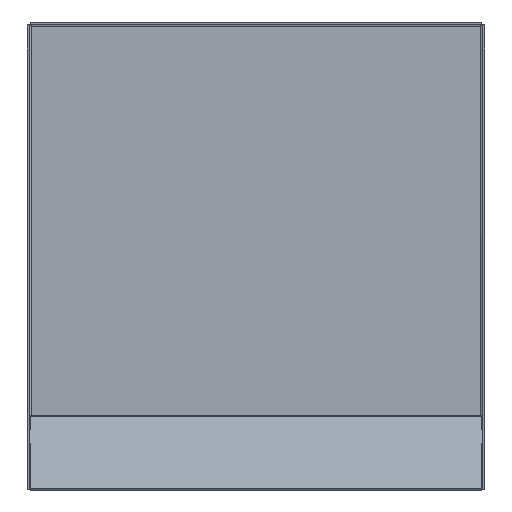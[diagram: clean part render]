
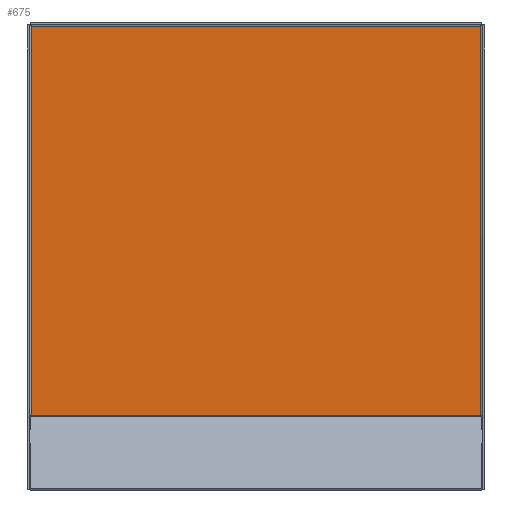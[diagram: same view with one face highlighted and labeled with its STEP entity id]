
A CAD part, top view. The second image highlights one B-rep face of the part: STEP entity #675.
In plain terms, the highlighted planar face has unit normal (0, 0, 1).
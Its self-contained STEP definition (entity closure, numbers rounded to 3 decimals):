
#8 = VECTOR ( 'NONE', #1323, 1000. ) ;
#29 = DIRECTION ( 'NONE',  ( 1., 0., 0. ) ) ;
#165 = FACE_OUTER_BOUND ( 'NONE', #886, .T. ) ;
#377 = CARTESIAN_POINT ( 'NONE',  ( 168., 172., -43.5 ) ) ;
#434 = VERTEX_POINT ( 'NONE', #377 ) ;
#503 = CARTESIAN_POINT ( 'NONE',  ( 168., -119.06, -43.5 ) ) ;
#561 = CARTESIAN_POINT ( 'NONE',  ( -168., 175., -43.5 ) ) ;
#590 = CARTESIAN_POINT ( 'NONE',  ( -168., 172., -43.5 ) ) ;
#593 = CARTESIAN_POINT ( 'NONE',  ( 171., 175., -43.5 ) ) ;
#618 = CARTESIAN_POINT ( 'NONE',  ( -168.793, 172., -43.5 ) ) ;
#645 = VECTOR ( 'NONE', #1065, 1000. ) ;
#675 = ADVANCED_FACE ( 'NONE', ( #165 ), #2295, .T. ) ;
#704 = EDGE_CURVE ( 'NONE', #434, #1830, #2322, .T. ) ;
#834 = DIRECTION ( 'NONE',  ( 0., 1., 0. ) ) ;
#886 = EDGE_LOOP ( 'NONE', ( #2301, #2067, #1254, #1105 ) ) ;
#977 = CARTESIAN_POINT ( 'NONE',  ( 168., -119.06, -43.5 ) ) ;
#1065 = DIRECTION ( 'NONE',  ( 1., 0., 0. ) ) ;
#1105 = ORIENTED_EDGE ( 'NONE', *, *, #2459, .T. ) ;
#1170 = VERTEX_POINT ( 'NONE', #2008 ) ;
#1201 = LINE ( 'NONE', #1765, #2263 ) ;
#1215 = EDGE_CURVE ( 'NONE', #1830, #1170, #1534, .T. ) ;
#1254 = ORIENTED_EDGE ( 'NONE', *, *, #1661, .T. ) ;
#1323 = DIRECTION ( 'NONE',  ( 0., -1., 0. ) ) ;
#1534 = LINE ( 'NONE', #561, #8 ) ;
#1661 = EDGE_CURVE ( 'NONE', #1170, #2316, #2396, .T. ) ;
#1686 = AXIS2_PLACEMENT_3D ( 'NONE', #593, #1746, #29 ) ;
#1746 = DIRECTION ( 'NONE',  ( 0., 0., 1. ) ) ;
#1765 = CARTESIAN_POINT ( 'NONE',  ( 168., 172., -43.5 ) ) ;
#1768 = VECTOR ( 'NONE', #2141, 1000. ) ;
#1830 = VERTEX_POINT ( 'NONE', #590 ) ;
#2008 = CARTESIAN_POINT ( 'NONE',  ( -168., -119.06, -43.5 ) ) ;
#2067 = ORIENTED_EDGE ( 'NONE', *, *, #1215, .T. ) ;
#2141 = DIRECTION ( 'NONE',  ( -1., 0., 0. ) ) ;
#2263 = VECTOR ( 'NONE', #834, 1000. ) ;
#2295 = PLANE ( 'NONE',  #1686 ) ;
#2301 = ORIENTED_EDGE ( 'NONE', *, *, #704, .T. ) ;
#2316 = VERTEX_POINT ( 'NONE', #977 ) ;
#2322 = LINE ( 'NONE', #618, #1768 ) ;
#2396 = LINE ( 'NONE', #503, #645 ) ;
#2459 = EDGE_CURVE ( 'NONE', #2316, #434, #1201, .T. ) ;
